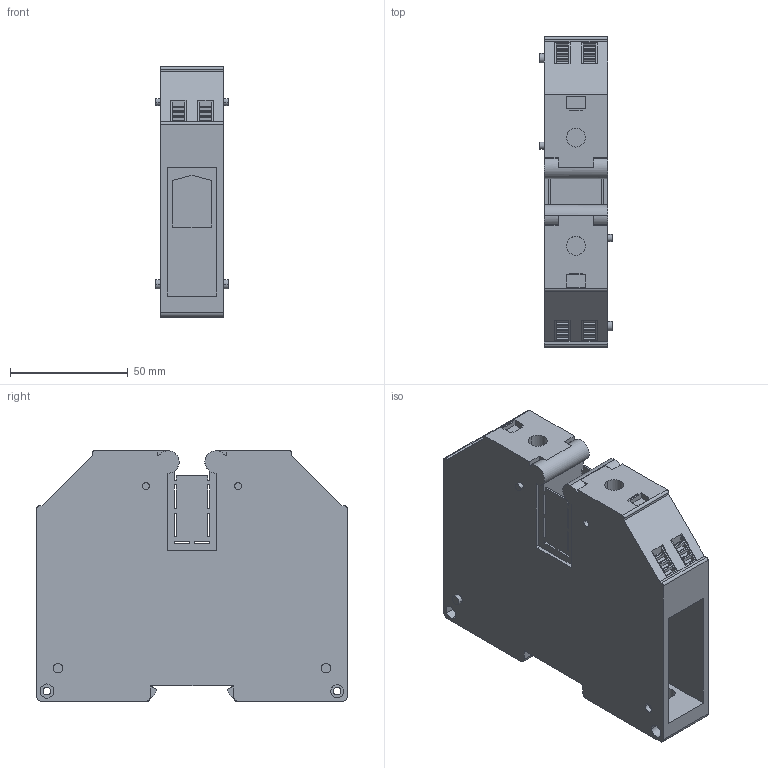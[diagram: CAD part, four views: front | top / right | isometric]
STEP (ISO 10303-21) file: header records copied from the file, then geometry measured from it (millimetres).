
FILE_DESCRIPTION(('CATIA V5 STEP Exchange','CAx-IF Rec.Pracs.--- Model Styling and Organization---1.4--- 2014-01-23'),'2;1');
FILE_NAME ('D1446888_0', '2020-04-29T04:08:13+00:00', ('none'), ('Weidmueller'), 'CATIA Version 5-6 Release 2016 SP3 HF44', 'CATIA V5 STEP AP214', 'none');
FILE_SCHEMA(('AUTOMOTIVE_DESIGN { 1 0 10303 214 1 1 1 1 }'));
Length unit declared in the file: millimetre
Products named in the file (1): 1024600000_WDU_70-95
Bounding box: 30.9 x 132 x 106.5 mm (x, y, z)
Volume: 277187.6 mm3; surface area: 52322.1 mm2
Topology: 1 solids, 1 shells, 370 faces, 1050 edges, 678 vertices
Faces by surface type: plane 316, cylinder 54
Entity records: 11576 total; most frequent: CARTESIAN_POINT 2138, ORIENTED_EDGE 2100, DIRECTION 1470, EDGE_CURVE 1050, VECTOR 932, LINE 932, VERTEX_POINT 678, EDGE_LOOP 422
